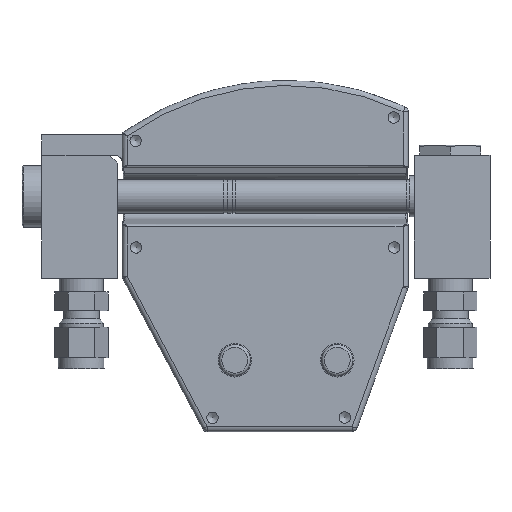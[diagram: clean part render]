
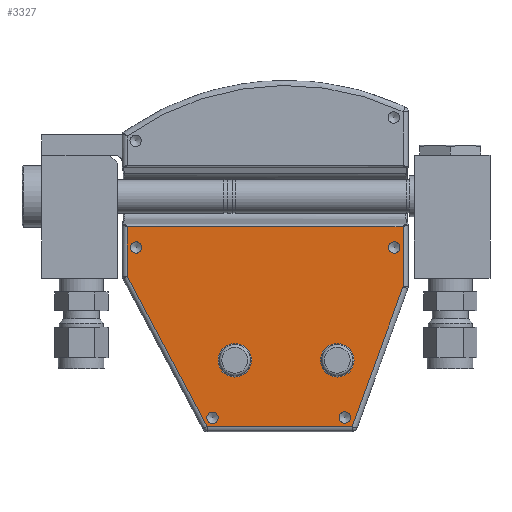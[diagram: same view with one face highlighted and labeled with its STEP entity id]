
A CAD part, left-side view. The second image highlights one B-rep face of the part: STEP entity #3327.
In plain terms, the highlighted planar face has unit normal (-1, 0, 0).
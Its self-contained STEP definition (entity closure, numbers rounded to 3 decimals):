
#595=PLANE('',#11488);
#888=FACE_BOUND('',#4654,.T.);
#889=FACE_BOUND('',#4655,.T.);
#890=FACE_BOUND('',#4656,.T.);
#891=FACE_BOUND('',#4657,.T.);
#892=FACE_BOUND('',#4658,.T.);
#893=FACE_BOUND('',#4659,.T.);
#894=FACE_BOUND('',#4660,.T.);
#1354=CIRCLE('',#11482,5.2);
#1355=CIRCLE('',#11483,5.2);
#1356=CIRCLE('',#11484,1.76);
#1357=CIRCLE('',#11485,1.76);
#1358=CIRCLE('',#11486,1.76);
#1359=CIRCLE('',#11487,1.76);
#2016=LINE('',#19101,#2687);
#2017=LINE('',#19104,#2688);
#2018=LINE('',#19106,#2689);
#2019=LINE('',#19108,#2690);
#2020=LINE('',#19110,#2691);
#2021=LINE('',#19112,#2692);
#2687=VECTOR('',#13485,1.);
#2688=VECTOR('',#13486,1.);
#2689=VECTOR('',#13487,1.);
#2690=VECTOR('',#13488,1.);
#2691=VECTOR('',#13489,1.);
#2692=VECTOR('',#13490,1.);
#3327=ADVANCED_FACE('',(#888,#889,#890,#891,#892,#893,#894),#595,.F.);
#4654=EDGE_LOOP('',(#6633));
#4655=EDGE_LOOP('',(#6634));
#4656=EDGE_LOOP('',(#6635,#6636,#6637,#6638,#6639,#6640));
#4657=EDGE_LOOP('',(#6641));
#4658=EDGE_LOOP('',(#6642));
#4659=EDGE_LOOP('',(#6643));
#4660=EDGE_LOOP('',(#6644));
#6633=ORIENTED_EDGE('',*,*,#9988,.T.);
#6634=ORIENTED_EDGE('',*,*,#9989,.T.);
#6635=ORIENTED_EDGE('',*,*,#9990,.T.);
#6636=ORIENTED_EDGE('',*,*,#9991,.T.);
#6637=ORIENTED_EDGE('',*,*,#9992,.T.);
#6638=ORIENTED_EDGE('',*,*,#9993,.T.);
#6639=ORIENTED_EDGE('',*,*,#9994,.T.);
#6640=ORIENTED_EDGE('',*,*,#9995,.T.);
#6641=ORIENTED_EDGE('',*,*,#9996,.T.);
#6642=ORIENTED_EDGE('',*,*,#9997,.T.);
#6643=ORIENTED_EDGE('',*,*,#9998,.T.);
#6644=ORIENTED_EDGE('',*,*,#9999,.T.);
#8734=VERTEX_POINT('',#19098);
#8735=VERTEX_POINT('',#19100);
#8736=VERTEX_POINT('',#19102);
#8737=VERTEX_POINT('',#19103);
#8738=VERTEX_POINT('',#19105);
#8739=VERTEX_POINT('',#19107);
#8740=VERTEX_POINT('',#19109);
#8741=VERTEX_POINT('',#19111);
#8742=VERTEX_POINT('',#19114);
#8743=VERTEX_POINT('',#19116);
#8744=VERTEX_POINT('',#19118);
#8745=VERTEX_POINT('',#19120);
#9988=EDGE_CURVE('',#8734,#8734,#1354,.T.);
#9989=EDGE_CURVE('',#8735,#8735,#1355,.T.);
#9990=EDGE_CURVE('',#8736,#8737,#2016,.T.);
#9991=EDGE_CURVE('',#8737,#8738,#2017,.T.);
#9992=EDGE_CURVE('',#8738,#8739,#2018,.T.);
#9993=EDGE_CURVE('',#8739,#8740,#2019,.T.);
#9994=EDGE_CURVE('',#8740,#8741,#2020,.T.);
#9995=EDGE_CURVE('',#8741,#8736,#2021,.T.);
#9996=EDGE_CURVE('',#8742,#8742,#1356,.T.);
#9997=EDGE_CURVE('',#8743,#8743,#1357,.T.);
#9998=EDGE_CURVE('',#8744,#8744,#1358,.T.);
#9999=EDGE_CURVE('',#8745,#8745,#1359,.T.);
#11482=AXIS2_PLACEMENT_3D('',#19097,#13481,#13482);
#11483=AXIS2_PLACEMENT_3D('',#19099,#13483,#13484);
#11484=AXIS2_PLACEMENT_3D('',#19113,#13491,#13492);
#11485=AXIS2_PLACEMENT_3D('',#19115,#13493,#13494);
#11486=AXIS2_PLACEMENT_3D('',#19117,#13495,#13496);
#11487=AXIS2_PLACEMENT_3D('',#19119,#13497,#13498);
#11488=AXIS2_PLACEMENT_3D('',#19121,#13499,#13500);
#13481=DIRECTION('',(1.,0.,0.));
#13482=DIRECTION('',(0.,0.,-1.));
#13483=DIRECTION('',(1.,0.,0.));
#13484=DIRECTION('',(0.,0.,-1.));
#13485=DIRECTION('',(0.,1.,0.));
#13486=DIRECTION('',(0.,0.,-1.));
#13487=DIRECTION('',(0.,-0.469,-0.883));
#13488=DIRECTION('',(0.,-1.,0.));
#13489=DIRECTION('',(0.,-0.342,0.94));
#13490=DIRECTION('',(0.,0.,1.));
#13491=DIRECTION('',(1.,0.,0.));
#13492=DIRECTION('',(0.,0.,-1.));
#13493=DIRECTION('',(1.,0.,0.));
#13494=DIRECTION('',(0.,0.,-1.));
#13495=DIRECTION('',(1.,0.,0.));
#13496=DIRECTION('',(0.,0.,-1.));
#13497=DIRECTION('',(1.,0.,0.));
#13498=DIRECTION('',(0.,0.,-1.));
#13499=DIRECTION('',(1.,0.,0.));
#13500=DIRECTION('',(0.,0.,-1.));
#19097=CARTESIAN_POINT('',(-18.655,84.311,115.951));
#19098=CARTESIAN_POINT('',(-18.655,84.311,110.751));
#19099=CARTESIAN_POINT('',(-18.655,52.561,115.951));
#19100=CARTESIAN_POINT('',(-18.655,52.561,110.751));
#19101=CARTESIAN_POINT('',(-18.655,30.565,157.309));
#19102=CARTESIAN_POINT('',(-18.655,32.167,157.309));
#19103=CARTESIAN_POINT('',(-18.655,117.634,157.309));
#19104=CARTESIAN_POINT('',(-18.655,117.634,141.937));
#19105=CARTESIAN_POINT('',(-18.655,117.634,141.944));
#19106=CARTESIAN_POINT('',(-18.655,92.879,95.387));
#19107=CARTESIAN_POINT('',(-18.655,92.887,95.402));
#19108=CARTESIAN_POINT('',(-18.655,68.436,95.402));
#19109=CARTESIAN_POINT('',(-18.655,47.931,95.402));
#19110=CARTESIAN_POINT('',(-18.655,32.166,138.716));
#19111=CARTESIAN_POINT('',(-18.655,32.167,138.711));
#19112=CARTESIAN_POINT('',(-18.655,32.167,157.309));
#19113=CARTESIAN_POINT('',(-18.655,50.236,98.192));
#19114=CARTESIAN_POINT('',(-18.655,50.236,96.432));
#19115=CARTESIAN_POINT('',(-18.655,91.236,98.092));
#19116=CARTESIAN_POINT('',(-18.655,91.236,96.332));
#19117=CARTESIAN_POINT('',(-18.655,114.918,150.876));
#19118=CARTESIAN_POINT('',(-18.655,114.918,149.116));
#19119=CARTESIAN_POINT('',(-18.655,34.883,150.876));
#19120=CARTESIAN_POINT('',(-18.655,34.883,149.116));
#19121=CARTESIAN_POINT('',(-18.655,68.436,115.951));
